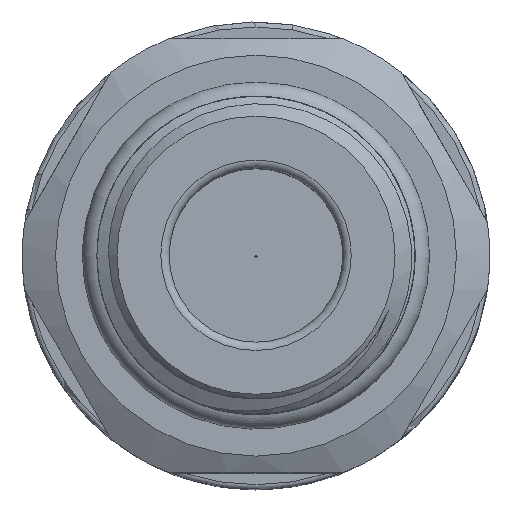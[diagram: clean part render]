
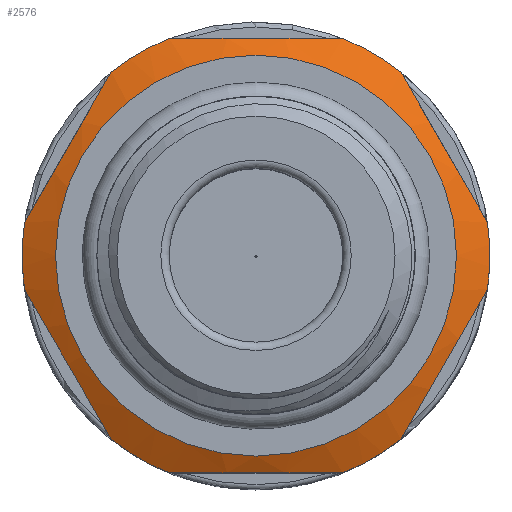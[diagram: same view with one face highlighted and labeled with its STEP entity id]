
A CAD part, top view. The second image highlights one B-rep face of the part: STEP entity #2576.
In plain terms, the highlighted conical face has half-angle 63.435 degrees and reference radius 12 mm.
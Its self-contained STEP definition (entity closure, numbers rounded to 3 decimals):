
#2238=CARTESIAN_POINT('',(13.856,-76.,23.9));
#2239=VERTEX_POINT('',#2238);
#2255=CARTESIAN_POINT('',(13.856,-72.,23.9));
#2256=VERTEX_POINT('',#2255);
#2263=CARTESIAN_POINT('',(0.,-74.,23.9));
#2264=DIRECTION('',(0.99,-0.143,0.));
#2265=DIRECTION('',(0.,0.,1.));
#2266=AXIS2_PLACEMENT_3D('',#2263,#2265,#2264);
#2267=CIRCLE('',#2266,14.);
#2268=EDGE_CURVE('',#2239,#2256,#2267,.T.);
#2280=CARTESIAN_POINT('',(5.196,-87.,23.9));
#2281=VERTEX_POINT('',#2280);
#2297=CARTESIAN_POINT('',(8.66,-85.,23.9));
#2298=VERTEX_POINT('',#2297);
#2305=CARTESIAN_POINT('',(0.,-74.,23.9));
#2306=DIRECTION('',(0.371,-0.929,0.));
#2307=DIRECTION('',(0.,0.,1.));
#2308=AXIS2_PLACEMENT_3D('',#2305,#2307,#2306);
#2309=CIRCLE('',#2308,14.);
#2310=EDGE_CURVE('',#2281,#2298,#2309,.T.);
#2322=CARTESIAN_POINT('',(8.66,-63.,23.9));
#2323=VERTEX_POINT('',#2322);
#2339=CARTESIAN_POINT('',(5.196,-61.,23.9));
#2340=VERTEX_POINT('',#2339);
#2347=CARTESIAN_POINT('',(0.,-74.,23.9));
#2348=DIRECTION('',(0.619,0.786,0.));
#2349=DIRECTION('',(0.,0.,1.));
#2350=AXIS2_PLACEMENT_3D('',#2347,#2349,#2348);
#2351=CIRCLE('',#2350,14.);
#2352=EDGE_CURVE('',#2323,#2340,#2351,.T.);
#2364=CARTESIAN_POINT('',(-5.196,-61.,23.9));
#2365=VERTEX_POINT('',#2364);
#2381=CARTESIAN_POINT('',(-8.66,-63.,23.9));
#2382=VERTEX_POINT('',#2381);
#2389=CARTESIAN_POINT('',(0.,-74.,23.9));
#2390=DIRECTION('',(-0.371,0.929,0.));
#2391=DIRECTION('',(0.,0.,1.));
#2392=AXIS2_PLACEMENT_3D('',#2389,#2391,#2390);
#2393=CIRCLE('',#2392,14.);
#2394=EDGE_CURVE('',#2365,#2382,#2393,.T.);
#2406=CARTESIAN_POINT('',(-13.856,-72.,23.9));
#2407=VERTEX_POINT('',#2406);
#2423=CARTESIAN_POINT('',(-13.856,-76.,23.9));
#2424=VERTEX_POINT('',#2423);
#2431=CARTESIAN_POINT('',(0.,-74.,23.9));
#2432=DIRECTION('',(-0.99,0.143,0.));
#2433=DIRECTION('',(0.,0.,1.));
#2434=AXIS2_PLACEMENT_3D('',#2431,#2433,#2432);
#2435=CIRCLE('',#2434,14.);
#2436=EDGE_CURVE('',#2407,#2424,#2435,.T.);
#2448=CARTESIAN_POINT('',(-8.66,-85.,23.9));
#2449=VERTEX_POINT('',#2448);
#2465=CARTESIAN_POINT('',(-5.196,-87.,23.9));
#2466=VERTEX_POINT('',#2465);
#2473=CARTESIAN_POINT('',(0.,-74.,23.9));
#2474=DIRECTION('',(-0.619,-0.786,0.));
#2475=DIRECTION('',(0.,0.,1.));
#2476=AXIS2_PLACEMENT_3D('',#2473,#2475,#2474);
#2477=CIRCLE('',#2476,14.);
#2478=EDGE_CURVE('',#2449,#2466,#2477,.T.);
#2483=CARTESIAN_POINT('',(0.,-74.,24.9));
#2484=DIRECTION('',(-0.866,-0.5,0.));
#2485=DIRECTION('',(0.,-0.,-1.));
#2486=AXIS2_PLACEMENT_3D('',#2483,#2485,#2484);
#2487=CONICAL_SURFACE('',#2486,12.,1.107);
#2488=CARTESIAN_POINT('',(8.66,-85.,23.9));
#2489=CARTESIAN_POINT('',(9.526,-83.5,24.221));
#2490=CARTESIAN_POINT('',(11.258,-80.5,24.579));
#2491=CARTESIAN_POINT('',(12.99,-77.5,24.221));
#2492=CARTESIAN_POINT('',(13.856,-76.,23.9));
#2493=B_SPLINE_CURVE_WITH_KNOTS('',3,(#2488,#2489,#2490,#2491,#2492),.UNSPECIFIED.,.F.,.U.,(4,1,4),(0.,0.5,1.),.UNSPECIFIED.);
#2494=EDGE_CURVE('',#2298,#2239,#2493,.T.);
#2495=ORIENTED_EDGE('E6063',*,*,#2494,.T.);
#2496=ORIENTED_EDGE('E6063',*,*,#2268,.T.);
#2497=CARTESIAN_POINT('',(13.856,-72.,23.9));
#2498=CARTESIAN_POINT('',(12.994,-70.507,24.22));
#2499=CARTESIAN_POINT('',(11.27,-67.52,24.581));
#2500=CARTESIAN_POINT('',(9.518,-64.486,24.219));
#2501=CARTESIAN_POINT('',(8.66,-63.,23.9));
#2502=B_SPLINE_CURVE_WITH_KNOTS('',3,(#2497,#2498,#2499,#2500,#2501),.UNSPECIFIED.,.F.,.U.,(4,1,4),(0.,0.5,1.),.UNSPECIFIED.);
#2503=EDGE_CURVE('',#2256,#2323,#2502,.T.);
#2504=ORIENTED_EDGE('E6064',*,*,#2503,.T.);
#2505=ORIENTED_EDGE('E6064',*,*,#2352,.T.);
#2506=CARTESIAN_POINT('',(5.196,-61.,23.9));
#2507=CARTESIAN_POINT('',(3.464,-61.,24.221));
#2508=CARTESIAN_POINT('',(0.,-61.,24.579));
#2509=CARTESIAN_POINT('',(-3.464,-61.,24.221));
#2510=CARTESIAN_POINT('',(-5.196,-61.,23.9));
#2511=B_SPLINE_CURVE_WITH_KNOTS('',3,(#2506,#2507,#2508,#2509,#2510),.UNSPECIFIED.,.F.,.U.,(4,1,4),(0.,0.5,1.),.UNSPECIFIED.);
#2512=EDGE_CURVE('',#2340,#2365,#2511,.T.);
#2513=ORIENTED_EDGE('E6065',*,*,#2512,.T.);
#2514=ORIENTED_EDGE('E6065',*,*,#2394,.T.);
#2515=CARTESIAN_POINT('',(-8.66,-63.,23.9));
#2516=CARTESIAN_POINT('',(-9.526,-64.5,24.221));
#2517=CARTESIAN_POINT('',(-11.258,-67.5,24.579));
#2518=CARTESIAN_POINT('',(-12.99,-70.5,24.221));
#2519=CARTESIAN_POINT('',(-13.856,-72.,23.9));
#2520=B_SPLINE_CURVE_WITH_KNOTS('',3,(#2515,#2516,#2517,#2518,#2519),.UNSPECIFIED.,.F.,.U.,(4,1,4),(0.,0.5,1.),.UNSPECIFIED.);
#2521=EDGE_CURVE('',#2382,#2407,#2520,.T.);
#2522=ORIENTED_EDGE('E6066',*,*,#2521,.T.);
#2523=ORIENTED_EDGE('E6066',*,*,#2436,.T.);
#2524=CARTESIAN_POINT('',(-11.258,-80.5,24.4));
#2525=VERTEX_POINT('',#2524);
#2526=CARTESIAN_POINT('',(-13.856,-76.,23.9));
#2527=CARTESIAN_POINT('',(-13.641,-76.373,23.98));
#2528=CARTESIAN_POINT('',(-12.993,-77.497,24.195));
#2529=CARTESIAN_POINT('',(-12.345,-78.619,24.324));
#2530=CARTESIAN_POINT('',(-11.762,-79.629,24.382));
#2531=CARTESIAN_POINT('',(-11.546,-80.002,24.396));
#2532=CARTESIAN_POINT('',(-11.33,-80.376,24.4));
#2533=CARTESIAN_POINT('',(-11.258,-80.5,24.4));
#2534=B_SPLINE_CURVE_WITH_KNOTS('',3,(#2526,#2527,#2528,#2529,#2530,#2531,#2532,#2533),.UNSPECIFIED.,.F.,.U.,(4,1,2,1,4),(0.,0.251,0.754,0.918,1.),.UNSPECIFIED.);
#2535=EDGE_CURVE('',#2424,#2525,#2534,.T.);
#2536=ORIENTED_EDGE('E6067',*,*,#2535,.T.);
#2537=CARTESIAN_POINT('',(-10.392,-80.,24.9));
#2538=VERTEX_POINT('',#2537);
#2539=CARTESIAN_POINT('',(-11.258,-80.5,24.4));
#2540=DIRECTION('',(0.775,0.447,0.447));
#2541=VECTOR('',#2540,1.118);
#2542=LINE('',#2539,#2541);
#2543=EDGE_CURVE('',#2525,#2538,#2542,.T.);
#2544=ORIENTED_EDGE('E6068',*,*,#2543,.T.);
#2545=CARTESIAN_POINT('',(0.,-74.,24.9));
#2546=DIRECTION('',(-0.866,-0.5,0.));
#2547=DIRECTION('',(0.,0.,-1.));
#2548=AXIS2_PLACEMENT_3D('',#2545,#2547,#2546);
#2549=CIRCLE('',#2548,12.);
#2550=EDGE_CURVE('',#2538,#2538,#2549,.T.);
#2551=ORIENTED_EDGE('E6069',*,*,#2550,.T.);
#2552=ORIENTED_EDGE('E6069',*,*,#2543,.F.);
#2553=CARTESIAN_POINT('',(-11.258,-80.5,24.4));
#2554=CARTESIAN_POINT('',(-11.041,-80.876,24.4));
#2555=CARTESIAN_POINT('',(-10.392,-82.003,24.367));
#2556=CARTESIAN_POINT('',(-9.748,-83.116,24.24));
#2557=CARTESIAN_POINT('',(-9.171,-84.115,24.074));
#2558=CARTESIAN_POINT('',(-8.952,-84.495,24.005));
#2559=CARTESIAN_POINT('',(-8.733,-84.874,23.927));
#2560=CARTESIAN_POINT('',(-8.66,-85.,23.9));
#2561=B_SPLINE_CURVE_WITH_KNOTS('',3,(#2553,#2554,#2555,#2556,#2557,#2558,#2559,#2560),.UNSPECIFIED.,.F.,.U.,(4,1,2,1,4),(0.,0.249,0.746,0.915,1.),.UNSPECIFIED.);
#2562=EDGE_CURVE('',#2525,#2449,#2561,.T.);
#2563=ORIENTED_EDGE('E6070',*,*,#2562,.T.);
#2564=ORIENTED_EDGE('E6070',*,*,#2478,.T.);
#2565=CARTESIAN_POINT('',(-5.196,-87.,23.9));
#2566=CARTESIAN_POINT('',(-3.464,-87.,24.221));
#2567=CARTESIAN_POINT('',(0.,-87.,24.579));
#2568=CARTESIAN_POINT('',(3.464,-87.,24.221));
#2569=CARTESIAN_POINT('',(5.196,-87.,23.9));
#2570=B_SPLINE_CURVE_WITH_KNOTS('',3,(#2565,#2566,#2567,#2568,#2569),.UNSPECIFIED.,.F.,.U.,(4,1,4),(0.,0.5,1.),.UNSPECIFIED.);
#2571=EDGE_CURVE('',#2466,#2281,#2570,.T.);
#2572=ORIENTED_EDGE('E6071',*,*,#2571,.T.);
#2573=ORIENTED_EDGE('E6071',*,*,#2310,.T.);
#2574=EDGE_LOOP('',(#2495,#2496,#2504,#2505,#2513,#2514,#2522,#2523,#2536,#2544,#2551,#2552,#2563,#2564,#2572,#2573));
#2575=FACE_OUTER_BOUND('',#2574,.T.);
#2576=ADVANCED_FACE('F2327',(#2575),#2487,.T.);
